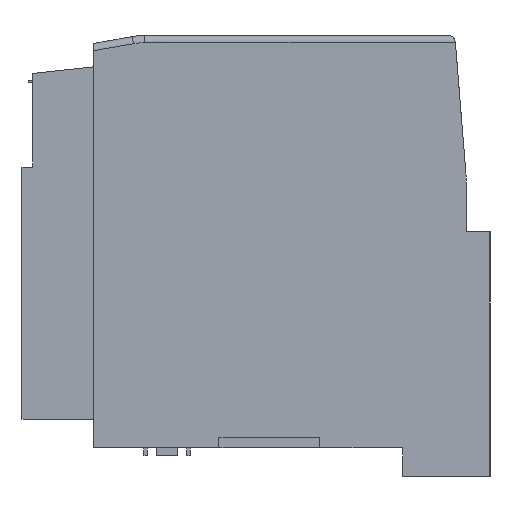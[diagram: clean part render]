
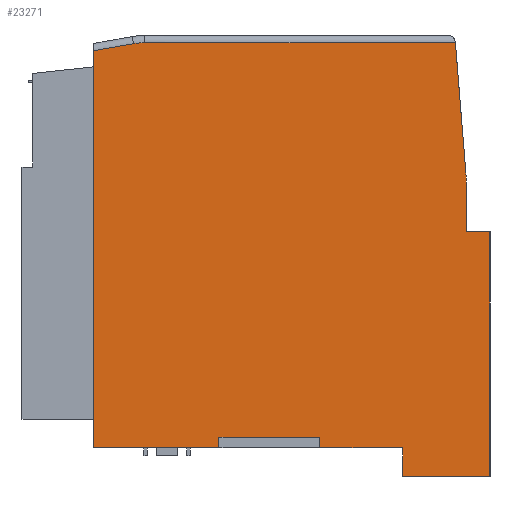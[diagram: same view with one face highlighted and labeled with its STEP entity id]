
A CAD part, left-side view. The second image highlights one B-rep face of the part: STEP entity #23271.
In plain terms, the highlighted planar face has unit normal (-1, 0, 0).
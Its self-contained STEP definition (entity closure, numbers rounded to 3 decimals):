
#398 = EDGE_CURVE ( 'NONE', #9819, #16855, #11284, .T. ) ;
#431 = EDGE_CURVE ( 'NONE', #21933, #17828, #10574, .T. ) ;
#896 = DIRECTION ( 'NONE',  ( 0., -0.081, -0.997 ) ) ;
#1149 = CARTESIAN_POINT ( 'NONE',  ( -44.35, 0., 1.5 ) ) ;
#1236 = ORIENTED_EDGE ( 'NONE', *, *, #14530, .F. ) ;
#1252 = AXIS2_PLACEMENT_3D ( 'NONE', #28935, #15547, #2135 ) ;
#1318 = EDGE_CURVE ( 'NONE', #21772, #17828, #2684, .T. ) ;
#1484 = CARTESIAN_POINT ( 'NONE',  ( -44.35, -25.885, 38.406 ) ) ;
#1829 = CARTESIAN_POINT ( 'NONE',  ( -44.35, -5.55, 1.5 ) ) ;
#1974 = VECTOR ( 'NONE', #29015, 1000. ) ;
#2025 = EDGE_CURVE ( 'NONE', #18402, #12850, #10119, .T. ) ;
#2135 = DIRECTION ( 'NONE',  ( 0., 0., -1. ) ) ;
#2153 = EDGE_CURVE ( 'NONE', #12835, #12850, #22300, .T. ) ;
#2174 = VERTEX_POINT ( 'NONE', #23858 ) ;
#2302 = CARTESIAN_POINT ( 'NONE',  ( -44.35, -29.25, 30.05 ) ) ;
#2684 = LINE ( 'NONE', #20231, #1974 ) ;
#2715 = CARTESIAN_POINT ( 'NONE',  ( -44.35, -25.95, 36.791 ) ) ;
#3203 = CIRCLE ( 'NONE', #1252, 9. ) ;
#3382 = LINE ( 'NONE', #1149, #26471 ) ;
#3628 = DIRECTION ( 'NONE',  ( -1., 0., 0. ) ) ;
#3703 = VERTEX_POINT ( 'NONE', #22411 ) ;
#3787 = ORIENTED_EDGE ( 'NONE', *, *, #13686, .T. ) ;
#4246 = ORIENTED_EDGE ( 'NONE', *, *, #11731, .T. ) ;
#4468 = CARTESIAN_POINT ( 'NONE',  ( -44.35, 8.45, 1.5 ) ) ;
#4592 = ORIENTED_EDGE ( 'NONE', *, *, #398, .F. ) ;
#4980 = DIRECTION ( 'NONE',  ( 0., 0.985, -0.172 ) ) ;
#5064 = LINE ( 'NONE', #6031, #22183 ) ;
#5375 = EDGE_CURVE ( 'NONE', #3703, #12661, #3203, .T. ) ;
#5512 = ORIENTED_EDGE ( 'NONE', *, *, #2153, .T. ) ;
#6031 = CARTESIAN_POINT ( 'NONE',  ( -44.35, -25.95, 57.35 ) ) ;
#6376 = EDGE_CURVE ( 'NONE', #17305, #7679, #6563, .T. ) ;
#6563 = LINE ( 'NONE', #24255, #23693 ) ;
#7676 = CARTESIAN_POINT ( 'NONE',  ( -44.35, -29.25, 30.05 ) ) ;
#7679 = VERTEX_POINT ( 'NONE', #19804 ) ;
#8590 = CARTESIAN_POINT ( 'NONE',  ( -44.35, -25.95, 56.35 ) ) ;
#8631 = CARTESIAN_POINT ( 'NONE',  ( -44.35, 20.332, 56.216 ) ) ;
#8676 = CARTESIAN_POINT ( 'NONE',  ( -44.35, 8.45, 1.5 ) ) ;
#9072 = ORIENTED_EDGE ( 'NONE', *, *, #1318, .F. ) ;
#9108 = VECTOR ( 'NONE', #22442, 1000. ) ;
#9487 = EDGE_CURVE ( 'NONE', #14076, #7679, #22621, .T. ) ;
#9488 = CARTESIAN_POINT ( 'NONE',  ( -44.35, -17.09, 0. ) ) ;
#9741 = CARTESIAN_POINT ( 'NONE',  ( -44.35, -29.25, -4. ) ) ;
#9769 = ORIENTED_EDGE ( 'NONE', *, *, #5375, .T. ) ;
#9819 = VERTEX_POINT ( 'NONE', #7676 ) ;
#10119 = LINE ( 'NONE', #14336, #18142 ) ;
#10574 = LINE ( 'NONE', #28502, #21716 ) ;
#10652 = DIRECTION ( 'NONE',  ( 0., 1., 0. ) ) ;
#10769 = VECTOR ( 'NONE', #24267, 1000. ) ;
#10924 = DIRECTION ( 'NONE',  ( 0., -1., 0. ) ) ;
#11062 = FACE_OUTER_BOUND ( 'NONE', #27962, .T. ) ;
#11284 = LINE ( 'NONE', #15958, #22420 ) ;
#11688 = CARTESIAN_POINT ( 'NONE',  ( -44.35, -24.773, 64.091 ) ) ;
#11731 = EDGE_CURVE ( 'NONE', #9819, #20666, #15023, .T. ) ;
#11742 = LINE ( 'NONE', #1829, #16938 ) ;
#11821 = DIRECTION ( 'NONE',  ( 1., 0., 0. ) ) ;
#12661 = VERTEX_POINT ( 'NONE', #8631 ) ;
#12664 = CARTESIAN_POINT ( 'NONE',  ( -44.35, -24.431, 56.35 ) ) ;
#12698 = AXIS2_PLACEMENT_3D ( 'NONE', #25156, #11821, #27411 ) ;
#12826 = CARTESIAN_POINT ( 'NONE',  ( -44.35, -25.95, 30.05 ) ) ;
#12835 = VERTEX_POINT ( 'NONE', #2715 ) ;
#12850 = VERTEX_POINT ( 'NONE', #1484 ) ;
#13493 = ORIENTED_EDGE ( 'NONE', *, *, #26141, .T. ) ;
#13686 = EDGE_CURVE ( 'NONE', #12661, #24247, #16705, .T. ) ;
#13851 = LINE ( 'NONE', #17103, #24989 ) ;
#14052 = ORIENTED_EDGE ( 'NONE', *, *, #22171, .F. ) ;
#14076 = VERTEX_POINT ( 'NONE', #4468 ) ;
#14336 = CARTESIAN_POINT ( 'NONE',  ( -44.35, -24.35, 57.35 ) ) ;
#14530 = EDGE_CURVE ( 'NONE', #16855, #21772, #24935, .T. ) ;
#15023 = LINE ( 'NONE', #2302, #9108 ) ;
#15547 = DIRECTION ( 'NONE',  ( -1., 0., 0. ) ) ;
#15736 = VECTOR ( 'NONE', #28700, 1000. ) ;
#15958 = CARTESIAN_POINT ( 'NONE',  ( -44.35, -29.25, 30.05 ) ) ;
#15998 = VECTOR ( 'NONE', #4980, 1000. ) ;
#16483 = ORIENTED_EDGE ( 'NONE', *, *, #6376, .T. ) ;
#16641 = ORIENTED_EDGE ( 'NONE', *, *, #22929, .F. ) ;
#16705 = LINE ( 'NONE', #11688, #15998 ) ;
#16855 = VERTEX_POINT ( 'NONE', #9741 ) ;
#16938 = VECTOR ( 'NONE', #19723, 1000. ) ;
#17044 = CARTESIAN_POINT ( 'NONE',  ( -44.35, -5.95, 36.791 ) ) ;
#17103 = CARTESIAN_POINT ( 'NONE',  ( -44.35, 25.95, 57.35 ) ) ;
#17305 = VERTEX_POINT ( 'NONE', #18734 ) ;
#17828 = VERTEX_POINT ( 'NONE', #9488 ) ;
#18142 = VECTOR ( 'NONE', #896, 1000. ) ;
#18398 = ORIENTED_EDGE ( 'NONE', *, *, #431, .T. ) ;
#18402 = VERTEX_POINT ( 'NONE', #12664 ) ;
#18444 = DIRECTION ( 'NONE',  ( 0., 0., -1. ) ) ;
#18734 = CARTESIAN_POINT ( 'NONE',  ( -44.35, 25.95, 0. ) ) ;
#18889 = AXIS2_PLACEMENT_3D ( 'NONE', #17044, #3628, #19280 ) ;
#18992 = VECTOR ( 'NONE', #10652, 1000. ) ;
#19111 = EDGE_CURVE ( 'NONE', #2174, #21933, #11742, .T. ) ;
#19280 = DIRECTION ( 'NONE',  ( 0., 0., -1. ) ) ;
#19333 = DIRECTION ( 'NONE',  ( 0., 0., -1. ) ) ;
#19723 = DIRECTION ( 'NONE',  ( 0., 0., -1. ) ) ;
#19804 = CARTESIAN_POINT ( 'NONE',  ( -44.35, 8.45, 0. ) ) ;
#20231 = CARTESIAN_POINT ( 'NONE',  ( -44.35, -17.09, -4. ) ) ;
#20666 = VERTEX_POINT ( 'NONE', #12826 ) ;
#21308 = DIRECTION ( 'NONE',  ( 0., 1., 0. ) ) ;
#21657 = DIRECTION ( 'NONE',  ( 0., 0., -1. ) ) ;
#21659 = LINE ( 'NONE', #8590, #15736 ) ;
#21716 = VECTOR ( 'NONE', #27052, 1000. ) ;
#21772 = VERTEX_POINT ( 'NONE', #26220 ) ;
#21933 = VERTEX_POINT ( 'NONE', #24741 ) ;
#22171 = EDGE_CURVE ( 'NONE', #2174, #14076, #3382, .T. ) ;
#22183 = VECTOR ( 'NONE', #21657, 1000. ) ;
#22300 = CIRCLE ( 'NONE', #18889, 20. ) ;
#22411 = CARTESIAN_POINT ( 'NONE',  ( -44.35, 18.784, 56.35 ) ) ;
#22420 = VECTOR ( 'NONE', #18444, 1000. ) ;
#22442 = DIRECTION ( 'NONE',  ( 0., 1., 0. ) ) ;
#22621 = LINE ( 'NONE', #8676, #10769 ) ;
#22929 = EDGE_CURVE ( 'NONE', #12835, #20666, #5064, .T. ) ;
#23122 = CARTESIAN_POINT ( 'NONE',  ( -44.35, 25.95, 55.235 ) ) ;
#23271 = ADVANCED_FACE ( 'NONE', ( #11062 ), #27322, .F. ) ;
#23693 = VECTOR ( 'NONE', #10924, 1000. ) ;
#23858 = CARTESIAN_POINT ( 'NONE',  ( -44.35, -5.55, 1.5 ) ) ;
#23972 = CARTESIAN_POINT ( 'NONE',  ( -44.35, -17.09, -4. ) ) ;
#24247 = VERTEX_POINT ( 'NONE', #23122 ) ;
#24255 = CARTESIAN_POINT ( 'NONE',  ( -44.35, -25.95, 0. ) ) ;
#24267 = DIRECTION ( 'NONE',  ( 0., 0., -1. ) ) ;
#24487 = ORIENTED_EDGE ( 'NONE', *, *, #2025, .F. ) ;
#24584 = ORIENTED_EDGE ( 'NONE', *, *, #9487, .F. ) ;
#24741 = CARTESIAN_POINT ( 'NONE',  ( -44.35, -5.55, 0. ) ) ;
#24935 = LINE ( 'NONE', #23972, #18992 ) ;
#24989 = VECTOR ( 'NONE', #19333, 1000. ) ;
#25156 = CARTESIAN_POINT ( 'NONE',  ( -44.35, -25.95, 57.35 ) ) ;
#25667 = ORIENTED_EDGE ( 'NONE', *, *, #27203, .T. ) ;
#25679 = ORIENTED_EDGE ( 'NONE', *, *, #19111, .T. ) ;
#26141 = EDGE_CURVE ( 'NONE', #18402, #3703, #21659, .T. ) ;
#26220 = CARTESIAN_POINT ( 'NONE',  ( -44.35, -17.09, -4. ) ) ;
#26471 = VECTOR ( 'NONE', #21308, 1000. ) ;
#27052 = DIRECTION ( 'NONE',  ( 0., -1., 0. ) ) ;
#27203 = EDGE_CURVE ( 'NONE', #24247, #17305, #13851, .T. ) ;
#27322 = PLANE ( 'NONE',  #12698 ) ;
#27411 = DIRECTION ( 'NONE',  ( 0., 0., -1. ) ) ;
#27962 = EDGE_LOOP ( 'NONE', ( #24487, #13493, #9769, #3787, #25667, #16483, #24584, #14052, #25679, #18398, #9072, #1236, #4592, #4246, #16641, #5512 ) ) ;
#28502 = CARTESIAN_POINT ( 'NONE',  ( -44.35, -25.95, 0. ) ) ;
#28700 = DIRECTION ( 'NONE',  ( 0., 1., 0. ) ) ;
#28935 = CARTESIAN_POINT ( 'NONE',  ( -44.35, 18.784, 47.35 ) ) ;
#29015 = DIRECTION ( 'NONE',  ( 0., 0., 1. ) ) ;
